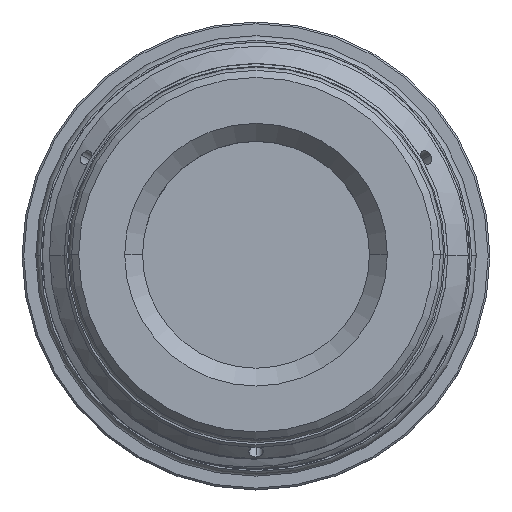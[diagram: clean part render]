
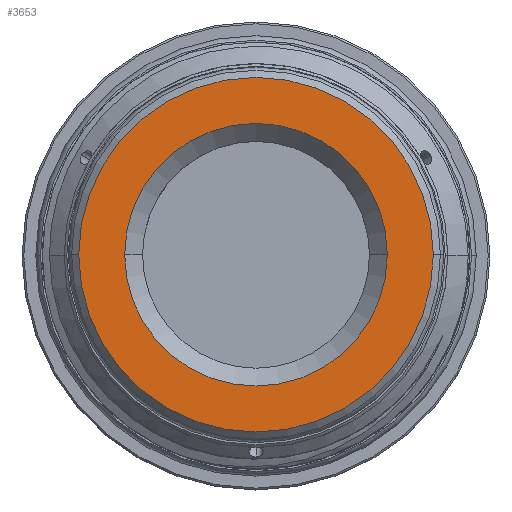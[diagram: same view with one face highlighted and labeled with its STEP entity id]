
A CAD part, top view. The second image highlights one B-rep face of the part: STEP entity #3653.
In plain terms, the highlighted planar face has unit normal (0, 0, 1).
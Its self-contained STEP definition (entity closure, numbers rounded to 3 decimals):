
#19 = DIRECTION ( 'NONE',  ( -1., 0., 0. ) ) ;
#141 = CIRCLE ( 'NONE', #3157, 19.84 ) ;
#1427 = VERTEX_POINT ( 'NONE', #3537 ) ;
#1861 = FACE_OUTER_BOUND ( 'NONE', #8935, .T. ) ;
#2160 = EDGE_LOOP ( 'NONE', ( #9569, #9637 ) ) ;
#2611 = EDGE_CURVE ( 'NONE', #1427, #2631, #8908, .T. ) ;
#2631 = VERTEX_POINT ( 'NONE', #3162 ) ;
#2894 = CARTESIAN_POINT ( 'NONE',  ( 0., 0., 109.63 ) ) ;
#2932 = DIRECTION ( 'NONE',  ( 0., 0., -1. ) ) ;
#3020 = DIRECTION ( 'NONE',  ( 0., 0., -1. ) ) ;
#3026 = CARTESIAN_POINT ( 'NONE',  ( 0., 0., 109.63 ) ) ;
#3098 = DIRECTION ( 'NONE',  ( 0., 0., -1. ) ) ;
#3157 = AXIS2_PLACEMENT_3D ( 'NONE', #4616, #3020, #4648 ) ;
#3162 = CARTESIAN_POINT ( 'NONE',  ( 14.7, 0., 109.63 ) ) ;
#3279 = DIRECTION ( 'NONE',  ( -1., 0., 0. ) ) ;
#3521 = ORIENTED_EDGE ( 'NONE', *, *, #5514, .F. ) ;
#3530 = VERTEX_POINT ( 'NONE', #8288 ) ;
#3537 = CARTESIAN_POINT ( 'NONE',  ( -14.7, 0., 109.63 ) ) ;
#3611 = CIRCLE ( 'NONE', #4746, 19.84 ) ;
#3653 = ADVANCED_FACE ( 'NONE', ( #9664, #1861 ), #4431, .F. ) ;
#4073 = AXIS2_PLACEMENT_3D ( 'NONE', #3026, #3098, #19 ) ;
#4117 = DIRECTION ( 'NONE',  ( 0., 0., -1. ) ) ;
#4431 = PLANE ( 'NONE',  #9283 ) ;
#4543 = DIRECTION ( 'NONE',  ( -1., 0., 0. ) ) ;
#4616 = CARTESIAN_POINT ( 'NONE',  ( 0., 0., 109.63 ) ) ;
#4639 = ORIENTED_EDGE ( 'NONE', *, *, #6291, .F. ) ;
#4648 = DIRECTION ( 'NONE',  ( -1., 0., 0. ) ) ;
#4746 = AXIS2_PLACEMENT_3D ( 'NONE', #2894, #2932, #4543 ) ;
#5514 = EDGE_CURVE ( 'NONE', #8674, #3530, #141, .T. ) ;
#6291 = EDGE_CURVE ( 'NONE', #3530, #8674, #3611, .T. ) ;
#6866 = CIRCLE ( 'NONE', #7936, 14.7 ) ;
#7180 = CARTESIAN_POINT ( 'NONE',  ( 0., 0., 109.63 ) ) ;
#7445 = CARTESIAN_POINT ( 'NONE',  ( 19.84, 0., 109.63 ) ) ;
#7483 = EDGE_CURVE ( 'NONE', #2631, #1427, #6866, .T. ) ;
#7687 = DIRECTION ( 'NONE',  ( 0., 0., -1. ) ) ;
#7936 = AXIS2_PLACEMENT_3D ( 'NONE', #7180, #4117, #3279 ) ;
#8288 = CARTESIAN_POINT ( 'NONE',  ( -19.84, 0., 109.63 ) ) ;
#8674 = VERTEX_POINT ( 'NONE', #7445 ) ;
#8908 = CIRCLE ( 'NONE', #4073, 14.7 ) ;
#8935 = EDGE_LOOP ( 'NONE', ( #4639, #3521 ) ) ;
#9283 = AXIS2_PLACEMENT_3D ( 'NONE', #10105, #7687, #10136 ) ;
#9569 = ORIENTED_EDGE ( 'NONE', *, *, #7483, .T. ) ;
#9637 = ORIENTED_EDGE ( 'NONE', *, *, #2611, .T. ) ;
#9664 = FACE_BOUND ( 'NONE', #2160, .T. ) ;
#10105 = CARTESIAN_POINT ( 'NONE',  ( 0., 0., 109.63 ) ) ;
#10136 = DIRECTION ( 'NONE',  ( -1., 0., 0. ) ) ;
